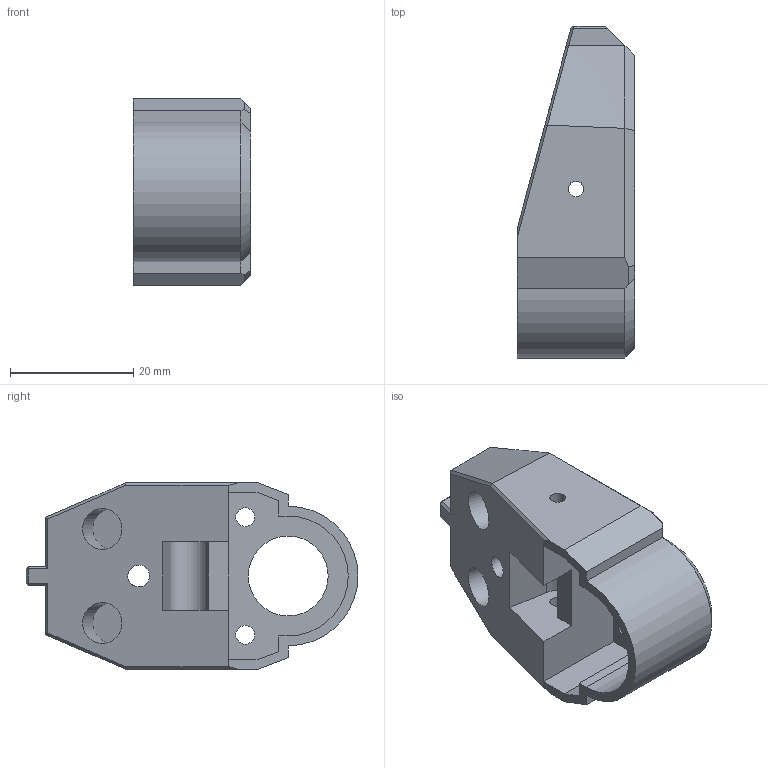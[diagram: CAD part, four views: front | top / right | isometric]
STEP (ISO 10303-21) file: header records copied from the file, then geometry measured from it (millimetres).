
FILE_DESCRIPTION(/* description */ (''),/* implementation_level */ '2;1');
FILE_NAME(/* name */ 'FRONT[2.0].step',/* time_stamp */ '2021-09-27T14:51:09-04:00',/* author */ (''),/* organization */ (''),/* preprocessor_version */ 'ST-DEVELOPER v18.1',/* originating_system */ 'Autodesk Translation Framework v10.9.0.1377',/* authorisation */ '');
FILE_SCHEMA (('AUTOMOTIVE_DESIGN { 1 0 10303 214 3 1 1 }'));
Length unit declared in the file: inch
Products named in the file (1): 2.0 SLIDE_Component6[front]
Bounding box: 19.05 x 53.86 x 30.2 mm (x, y, z)
Volume: 12795.6 mm3; surface area: 6931.1 mm2
Topology: 1 solids, 1 shells, 91 faces, 233 edges, 146 vertices
Faces by surface type: plane 67, cylinder 13, bspline 6, cone 5
Full cylindrical faces by diameter (mm): 2.54 x2, 3.048 x2, 3.556 x1, 6.35 x1, 6.604 x2, 12.7 x1, 12.954 x1
Entity records: 2885 total; most frequent: CARTESIAN_POINT 656, ORIENTED_EDGE 466, DIRECTION 426, EDGE_CURVE 233, LINE 162, VECTOR 162, VERTEX_POINT 146, AXIS2_PLACEMENT_3D 132
